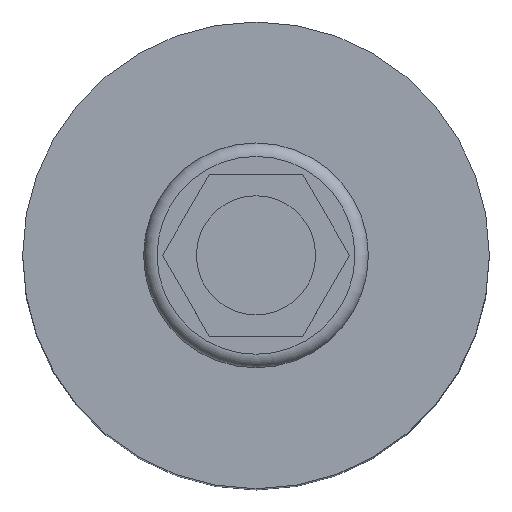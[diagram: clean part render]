
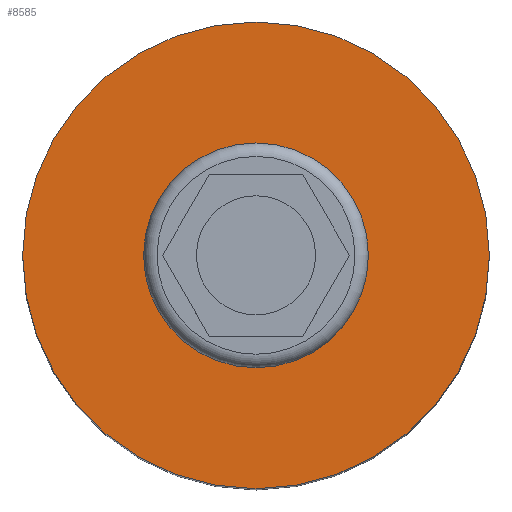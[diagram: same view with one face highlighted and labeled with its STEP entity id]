
A CAD part, top view. The second image highlights one B-rep face of the part: STEP entity #8585.
In plain terms, the highlighted planar face has unit normal (0, 0, 1).
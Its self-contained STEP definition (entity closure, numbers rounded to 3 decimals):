
#8517=CARTESIAN_POINT('',(0.,-25.,237.));
#8518=VERTEX_POINT('',#8517);
#8519=CARTESIAN_POINT('',(0.,0.,237.));
#8520=DIRECTION('',(0.0,0.0,-1.0));
#8521=DIRECTION('',(0.0,-1.0,0.0));
#8522=AXIS2_PLACEMENT_3D('',#8519,#8520,#8521);
#8523=CIRCLE('',#8522,25.0);
#8524=EDGE_CURVE('',#8518,#8518,#8523,.T.);
#8551=CARTESIAN_POINT('',(-51.9,0.,237.));
#8552=VERTEX_POINT('',#8551);
#8553=CARTESIAN_POINT('',(0.,0.,237.));
#8554=DIRECTION('',(0.0,0.0,-1.0));
#8555=DIRECTION('',(1.0,0.0,0.0));
#8556=AXIS2_PLACEMENT_3D('',#8553,#8554,#8555);
#8557=CIRCLE('',#8556,51.9);
#8558=EDGE_CURVE('',#8552,#8552,#8557,.T.);
#8574=CARTESIAN_POINT('',(0.,0.,237.));
#8575=DIRECTION('',(0.0,0.0,-1.0));
#8576=DIRECTION('',(1.0,0.0,0.0));
#8577=AXIS2_PLACEMENT_3D('',#8574,#8575,#8576);
#8578=PLANE('',#8577);
#8579=ORIENTED_EDGE('',*,*,#8558,.F.);
#8580=EDGE_LOOP('',(#8579));
#8581=FACE_OUTER_BOUND('',#8580,.T.);
#8582=ORIENTED_EDGE('',*,*,#8524,.T.);
#8583=EDGE_LOOP('',(#8582));
#8584=FACE_BOUND('',#8583,.T.);
#8585=ADVANCED_FACE('',(#8581,#8584),#8578,.F.);
